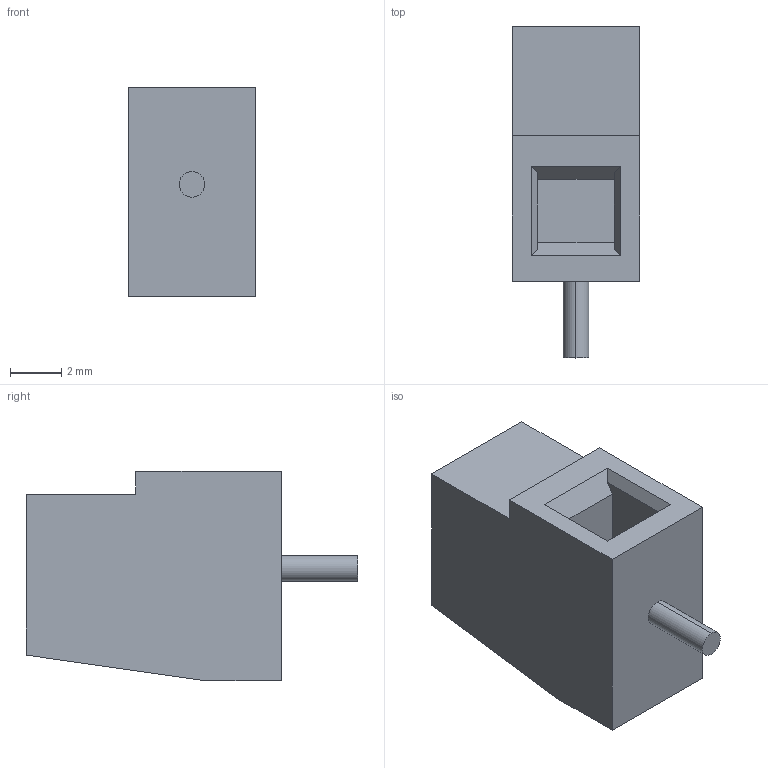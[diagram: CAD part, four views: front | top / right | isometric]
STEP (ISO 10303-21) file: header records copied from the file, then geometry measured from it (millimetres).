
FILE_DESCRIPTION (( 'STEP AP214' ), '1' );
FILE_NAME ('User Library-Part1-90.STEP', '2016-09-07T08:50:56', ( 'Windows User' ), ( '' ), 'SwSTEP 2.0', 'SolidWorks 2016', '' );
FILE_SCHEMA (( 'AUTOMOTIVE_DESIGN' ));
Length unit declared in the file: millimetre
Products named in the file (1): User Library-Part1-90
Bounding box: 5 x 13 x 8.2 mm (x, y, z)
Volume: 322.5 mm3; surface area: 411 mm2
Topology: 1 solids, 1 shells, 28 faces, 69 edges, 46 vertices
Faces by surface type: plane 24, cylinder 4
Entity records: 1101 total; most frequent: CARTESIAN_POINT 144, DIRECTION 139, ORIENTED_EDGE 138, EDGE_CURVE 69, VECTOR 57, LINE 57, VERTEX_POINT 46, AXIS2_PLACEMENT_3D 41
